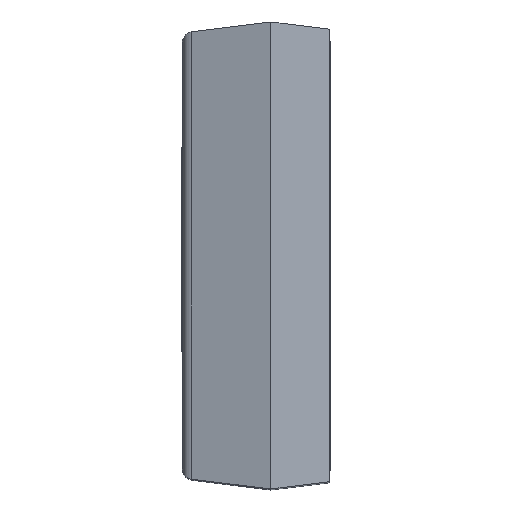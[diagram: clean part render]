
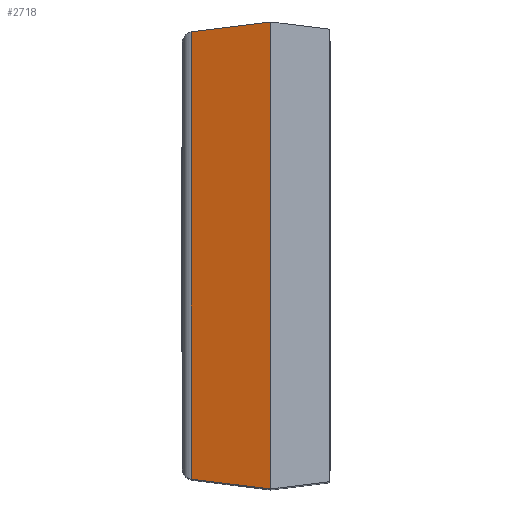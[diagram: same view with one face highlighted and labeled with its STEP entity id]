
A CAD part, top view. The second image highlights one B-rep face of the part: STEP entity #2718.
In plain terms, the highlighted planar face has unit normal (-0.259, 0, 0.966).
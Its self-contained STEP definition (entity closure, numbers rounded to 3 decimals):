
#34=ELLIPSE('',#2942,0.414,0.4);
#37=ELLIPSE('',#2954,0.414,0.4);
#275=FACE_OUTER_BOUND('',#437,.T.);
#437=EDGE_LOOP('',(#2282,#2283,#2284,#2285,#2286,#2287));
#687=LINE('',#4325,#990);
#707=LINE('',#4376,#1010);
#709=LINE('',#4384,#1012);
#710=LINE('',#4385,#1013);
#990=VECTOR('',#3536,1.);
#1010=VECTOR('',#3580,1.);
#1012=VECTOR('',#3590,1.);
#1013=VECTOR('',#3591,1.);
#1275=VERTEX_POINT('',#4322);
#1276=VERTEX_POINT('',#4324);
#1278=VERTEX_POINT('',#4330);
#1295=VERTEX_POINT('',#4375);
#1296=VERTEX_POINT('',#4379);
#1297=VERTEX_POINT('',#4383);
#1611=EDGE_CURVE('',#1276,#1275,#687,.T.);
#1615=EDGE_CURVE('',#1278,#1275,#34,.T.);
#1637=EDGE_CURVE('',#1295,#1278,#707,.T.);
#1640=EDGE_CURVE('',#1296,#1295,#37,.T.);
#1641=EDGE_CURVE('',#1296,#1297,#709,.T.);
#1642=EDGE_CURVE('',#1276,#1297,#710,.T.);
#2282=ORIENTED_EDGE('',*,*,#1615,.F.);
#2283=ORIENTED_EDGE('',*,*,#1637,.F.);
#2284=ORIENTED_EDGE('',*,*,#1640,.F.);
#2285=ORIENTED_EDGE('',*,*,#1641,.T.);
#2286=ORIENTED_EDGE('',*,*,#1642,.F.);
#2287=ORIENTED_EDGE('',*,*,#1611,.T.);
#2569=PLANE('',#2955);
#2718=ADVANCED_FACE('',(#275),#2569,.F.);
#2942=AXIS2_PLACEMENT_3D('',#4332,#3543,#3544);
#2954=AXIS2_PLACEMENT_3D('',#4381,#3586,#3587);
#2955=AXIS2_PLACEMENT_3D('',#4382,#3588,#3589);
#3536=DIRECTION('',(-0.959,-0.118,-0.257));
#3543=DIRECTION('center_axis',(0.259,0.,
-0.966));
#3544=DIRECTION('ref_axis',(-0.966,0.,-0.259));
#3580=DIRECTION('',(0.,1.,0.));
#3586=DIRECTION('center_axis',(0.259,0.,
-0.966));
#3587=DIRECTION('ref_axis',(-0.966,0.,-0.259));
#3588=DIRECTION('center_axis',(0.259,0.,
-0.966));
#3589=DIRECTION('ref_axis',(0.,1.,0.));
#3590=DIRECTION('',(0.959,-0.118,0.257));
#3591=DIRECTION('',(0.,-1.,0.));
#4322=CARTESIAN_POINT('',(-1.926,7.575,24.69));
#4324=CARTESIAN_POINT('',(0.723,7.9,25.4));
#4325=CARTESIAN_POINT('',(-1.259,7.657,24.869));
#4330=CARTESIAN_POINT('',(-1.981,7.564,24.676));
#4332=CARTESIAN_POINT('Origin',(-1.878,7.178,24.703));
#4375=CARTESIAN_POINT('',(-1.981,-7.564,24.676));
#4376=CARTESIAN_POINT('',(-1.981,0.,24.676));
#4379=CARTESIAN_POINT('',(-1.926,-7.575,24.69));
#4381=CARTESIAN_POINT('Origin',(-1.878,-7.178,24.703));
#4382=CARTESIAN_POINT('Origin',(-2.391,0.,
24.566));
#4383=CARTESIAN_POINT('',(0.722,-7.9,25.4));
#4384=CARTESIAN_POINT('',(-3.86,-7.337,24.172));
#4385=CARTESIAN_POINT('',(0.723,7.9,25.4));
